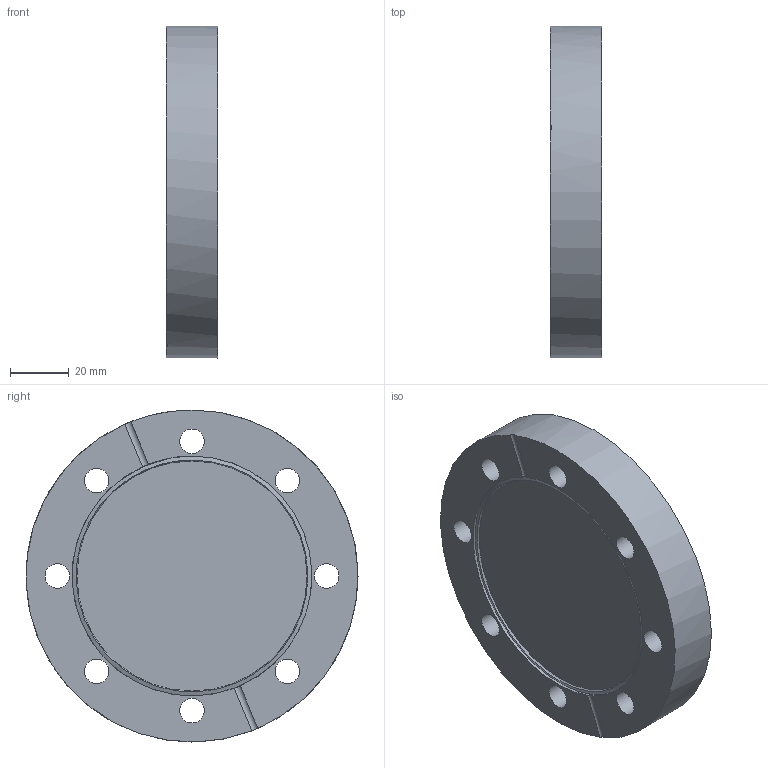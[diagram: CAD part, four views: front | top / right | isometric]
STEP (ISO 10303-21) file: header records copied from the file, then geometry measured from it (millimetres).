
FILE_DESCRIPTION(('FreeCAD Model'),'2;1');
FILE_NAME('Open CASCADE Shape Model','2024-02-19T09:19:01',('FreeCAD'),( 'FreeCAD'),'Open CASCADE STEP processor 7.6','FreeCAD','Unknown');
FILE_SCHEMA(('AUTOMOTIVE_DESIGN { 1 0 10303 214 1 1 1 1 }'));
Length unit declared in the file: millimetre
Products named in the file (1): Open CASCADE STEP translator 7.6 2
Bounding box: 17.5 x 113.5 x 113.5 mm (x, y, z)
Volume: 162631.3 mm3; surface area: 29708.1 mm2
Topology: 1 solids, 1 shells, 18 faces, 49 edges, 33 vertices
Faces by surface type: cylinder 12, plane 4, cone 2
Full cylindrical faces by diameter (mm): 8.4 x8, 82 x1, 113.5 x1
Entity records: 664 total; most frequent: CARTESIAN_POINT 165, DIRECTION 100, ORIENTED_EDGE 98, EDGE_CURVE 49, AXIS2_PLACEMENT_3D 48, FACE_BOUND 34, EDGE_LOOP 34, VERTEX_POINT 33
